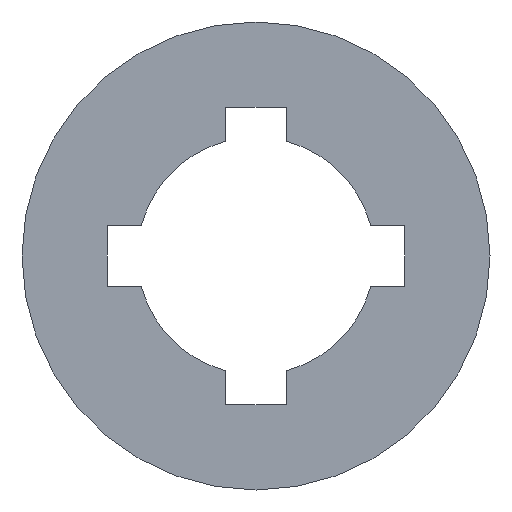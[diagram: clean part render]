
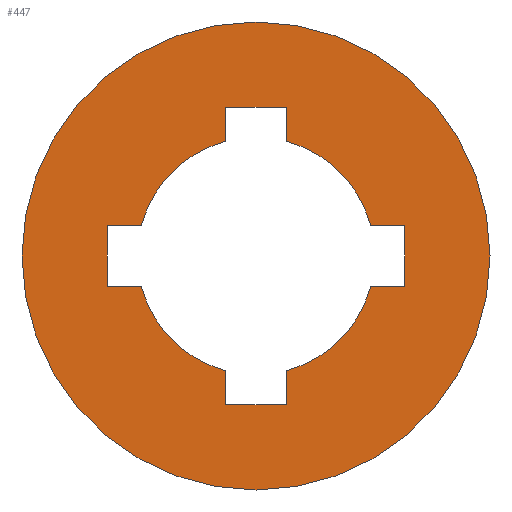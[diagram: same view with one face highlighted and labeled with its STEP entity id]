
A CAD part, front view. The second image highlights one B-rep face of the part: STEP entity #447.
In plain terms, the highlighted planar face has unit normal (0, -1, 0).
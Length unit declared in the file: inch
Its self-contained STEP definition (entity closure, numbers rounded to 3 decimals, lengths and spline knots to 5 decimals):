
#6 = AXIS2_PLACEMENT_3D ( 'NONE', #351, #129, #463 ) ;
#11 = CARTESIAN_POINT ( 'NONE',  ( 0., -0.0625, -0.3125 ) ) ;
#14 = CARTESIAN_POINT ( 'NONE',  ( 0., -0.0625, 0.19882 ) ) ;
#15 = VECTOR ( 'NONE', #558, 39.37008 ) ;
#28 = CIRCLE ( 'NONE', #673, 0.3125 ) ;
#31 = EDGE_CURVE ( 'NONE', #677, #84, #393, .T. ) ;
#33 = VERTEX_POINT ( 'NONE', #583 ) ;
#34 = VERTEX_POINT ( 'NONE', #219 ) ;
#36 = ORIENTED_EDGE ( 'NONE', *, *, #281, .T. ) ;
#43 = VERTEX_POINT ( 'NONE', #586 ) ;
#54 = DIRECTION ( 'NONE',  ( 0., 1., 0. ) ) ;
#55 = CARTESIAN_POINT ( 'NONE',  ( 0., -0.0625, -0.19882 ) ) ;
#57 = LINE ( 'NONE', #55, #243 ) ;
#60 = CARTESIAN_POINT ( 'NONE',  ( -0.04035, -0.0625, 0.19882 ) ) ;
#61 = VECTOR ( 'NONE', #523, 39.37008 ) ;
#65 = DIRECTION ( 'NONE',  ( 0., 0., 1. ) ) ;
#66 = EDGE_CURVE ( 'NONE', #570, #672, #260, .T. ) ;
#67 = LINE ( 'NONE', #285, #464 ) ;
#72 = CARTESIAN_POINT ( 'NONE',  ( -0.04035, -0.0625, 0. ) ) ;
#76 = DIRECTION ( 'NONE',  ( 1., 0., 0. ) ) ;
#81 = VECTOR ( 'NONE', #547, 39.37008 ) ;
#84 = VERTEX_POINT ( 'NONE', #471 ) ;
#86 = VERTEX_POINT ( 'NONE', #368 ) ;
#89 = EDGE_CURVE ( 'NONE', #130, #197, #318, .T. ) ;
#96 = EDGE_LOOP ( 'NONE', ( #402, #257 ) ) ;
#97 = ORIENTED_EDGE ( 'NONE', *, *, #350, .T. ) ;
#98 = ORIENTED_EDGE ( 'NONE', *, *, #211, .T. ) ;
#99 = ORIENTED_EDGE ( 'NONE', *, *, #66, .T. ) ;
#100 = EDGE_CURVE ( 'NONE', #86, #678, #684, .T. ) ;
#107 = CARTESIAN_POINT ( 'NONE',  ( 0., -0.0625, 0. ) ) ;
#110 = CARTESIAN_POINT ( 'NONE',  ( 0., -0.0625, 0. ) ) ;
#112 = CARTESIAN_POINT ( 'NONE',  ( 0., -0.0625, 0. ) ) ;
#113 = VECTOR ( 'NONE', #382, 39.37008 ) ;
#120 = FACE_OUTER_BOUND ( 'NONE', #96, .T. ) ;
#123 = EDGE_CURVE ( 'NONE', #465, #43, #28, .T. ) ;
#129 = DIRECTION ( 'NONE',  ( 0., 1., 0. ) ) ;
#130 = VERTEX_POINT ( 'NONE', #60 ) ;
#134 = ORIENTED_EDGE ( 'NONE', *, *, #439, .F. ) ;
#135 = CARTESIAN_POINT ( 'NONE',  ( -0.15324, -0.0625, -0.04035 ) ) ;
#137 = CARTESIAN_POINT ( 'NONE',  ( 0., -0.0625, 0.04035 ) ) ;
#142 = ORIENTED_EDGE ( 'NONE', *, *, #89, .F. ) ;
#143 = DIRECTION ( 'NONE',  ( 0., 0., 1. ) ) ;
#151 = ORIENTED_EDGE ( 'NONE', *, *, #270, .T. ) ;
#169 = EDGE_CURVE ( 'NONE', #43, #465, #277, .T. ) ;
#170 = CARTESIAN_POINT ( 'NONE',  ( 0.04035, -0.0625, 0.19882 ) ) ;
#174 = CARTESIAN_POINT ( 'NONE',  ( 0.19882, -0.0625, 0. ) ) ;
#176 = CIRCLE ( 'NONE', #6, 0.15846 ) ;
#188 = ORIENTED_EDGE ( 'NONE', *, *, #534, .F. ) ;
#197 = VERTEX_POINT ( 'NONE', #490 ) ;
#198 = CARTESIAN_POINT ( 'NONE',  ( 0.04035, -0.0625, 0. ) ) ;
#211 = EDGE_CURVE ( 'NONE', #130, #458, #228, .T. ) ;
#214 = ORIENTED_EDGE ( 'NONE', *, *, #100, .F. ) ;
#215 = DIRECTION ( 'NONE',  ( 0., 1., 0. ) ) ;
#219 = CARTESIAN_POINT ( 'NONE',  ( -0.19882, -0.0625, 0.04035 ) ) ;
#227 = DIRECTION ( 'NONE',  ( 0., 0., -1. ) ) ;
#228 = LINE ( 'NONE', #14, #502 ) ;
#232 = CARTESIAN_POINT ( 'NONE',  ( 0.04035, -0.0625, -0.15324 ) ) ;
#240 = LINE ( 'NONE', #337, #342 ) ;
#242 = DIRECTION ( 'NONE',  ( 0., 1., 0. ) ) ;
#243 = VECTOR ( 'NONE', #595, 39.37008 ) ;
#257 = ORIENTED_EDGE ( 'NONE', *, *, #169, .F. ) ;
#260 = CIRCLE ( 'NONE', #519, 0.15846 ) ;
#263 = ORIENTED_EDGE ( 'NONE', *, *, #554, .F. ) ;
#268 = AXIS2_PLACEMENT_3D ( 'NONE', #648, #552, #65 ) ;
#269 = DIRECTION ( 'NONE',  ( 0., 1., 0. ) ) ;
#270 = EDGE_CURVE ( 'NONE', #467, #627, #240, .T. ) ;
#277 = CIRCLE ( 'NONE', #268, 0.3125 ) ;
#281 = EDGE_CURVE ( 'NONE', #404, #197, #618, .T. ) ;
#285 = CARTESIAN_POINT ( 'NONE',  ( -0.19882, -0.0625, 0. ) ) ;
#298 = VECTOR ( 'NONE', #426, 39.37008 ) ;
#305 = ORIENTED_EDGE ( 'NONE', *, *, #314, .T. ) ;
#309 = LINE ( 'NONE', #468, #15 ) ;
#314 = EDGE_CURVE ( 'NONE', #84, #33, #309, .T. ) ;
#315 = ORIENTED_EDGE ( 'NONE', *, *, #31, .T. ) ;
#318 = LINE ( 'NONE', #588, #61 ) ;
#337 = CARTESIAN_POINT ( 'NONE',  ( 0.04035, -0.0625, 0. ) ) ;
#339 = DIRECTION ( 'NONE',  ( 0., 0., -1. ) ) ;
#342 = VECTOR ( 'NONE', #548, 39.37008 ) ;
#345 = EDGE_CURVE ( 'NONE', #86, #467, #176, .T. ) ;
#350 = EDGE_CURVE ( 'NONE', #34, #404, #613, .T. ) ;
#351 = CARTESIAN_POINT ( 'NONE',  ( 0., -0.0625, 0. ) ) ;
#355 = EDGE_LOOP ( 'NONE', ( #315, #305, #525, #214, #657, #151, #134, #263, #99, #188, #367, #97, #36, #142, #98, #406 ) ) ;
#367 = ORIENTED_EDGE ( 'NONE', *, *, #522, .F. ) ;
#368 = CARTESIAN_POINT ( 'NONE',  ( 0.15324, -0.0625, -0.04035 ) ) ;
#376 = DIRECTION ( 'NONE',  ( 0., 0., 1. ) ) ;
#378 = CARTESIAN_POINT ( 'NONE',  ( 0., -0.0625, 0. ) ) ;
#379 = CARTESIAN_POINT ( 'NONE',  ( -0.19882, -0.0625, -0.04035 ) ) ;
#382 = DIRECTION ( 'NONE',  ( 1., 0., 0. ) ) ;
#383 = AXIS2_PLACEMENT_3D ( 'NONE', #110, #242, #143 ) ;
#385 = DIRECTION ( 'NONE',  ( 0., 1., 0. ) ) ;
#393 = CIRCLE ( 'NONE', #484, 0.15846 ) ;
#402 = ORIENTED_EDGE ( 'NONE', *, *, #123, .F. ) ;
#404 = VERTEX_POINT ( 'NONE', #477 ) ;
#406 = ORIENTED_EDGE ( 'NONE', *, *, #680, .T. ) ;
#413 = VERTEX_POINT ( 'NONE', #379 ) ;
#426 = DIRECTION ( 'NONE',  ( 1., 0., 0. ) ) ;
#429 = AXIS2_PLACEMENT_3D ( 'NONE', #112, #385, #541 ) ;
#433 = CARTESIAN_POINT ( 'NONE',  ( 0., -0.0625, -0.04035 ) ) ;
#435 = LINE ( 'NONE', #174, #81 ) ;
#439 = EDGE_CURVE ( 'NONE', #460, #627, #57, .T. ) ;
#443 = LINE ( 'NONE', #72, #582 ) ;
#447 = ADVANCED_FACE ( 'NONE', ( #598, #120 ), #589, .F. ) ;
#458 = VERTEX_POINT ( 'NONE', #170 ) ;
#460 = VERTEX_POINT ( 'NONE', #587 ) ;
#461 = CARTESIAN_POINT ( 'NONE',  ( 0.04035, -0.0625, 0.15324 ) ) ;
#463 = DIRECTION ( 'NONE',  ( 0., 0., 1. ) ) ;
#464 = VECTOR ( 'NONE', #227, 39.37008 ) ;
#465 = VERTEX_POINT ( 'NONE', #11 ) ;
#467 = VERTEX_POINT ( 'NONE', #232 ) ;
#468 = CARTESIAN_POINT ( 'NONE',  ( 0., -0.0625, 0.04035 ) ) ;
#471 = CARTESIAN_POINT ( 'NONE',  ( 0.15324, -0.0625, 0.04035 ) ) ;
#473 = VECTOR ( 'NONE', #76, 39.37008 ) ;
#477 = CARTESIAN_POINT ( 'NONE',  ( -0.15324, -0.0625, 0.04035 ) ) ;
#478 = DIRECTION ( 'NONE',  ( 0., 0., 1. ) ) ;
#484 = AXIS2_PLACEMENT_3D ( 'NONE', #107, #215, #376 ) ;
#490 = CARTESIAN_POINT ( 'NONE',  ( -0.04035, -0.0625, 0.15324 ) ) ;
#496 = DIRECTION ( 'NONE',  ( 1., 0., 0. ) ) ;
#502 = VECTOR ( 'NONE', #496, 39.37008 ) ;
#505 = LINE ( 'NONE', #198, #649 ) ;
#509 = EDGE_CURVE ( 'NONE', #33, #678, #435, .T. ) ;
#510 = CARTESIAN_POINT ( 'NONE',  ( 0.04035, -0.0625, -0.19882 ) ) ;
#519 = AXIS2_PLACEMENT_3D ( 'NONE', #378, #269, #536 ) ;
#522 = EDGE_CURVE ( 'NONE', #34, #413, #67, .T. ) ;
#523 = DIRECTION ( 'NONE',  ( 0., 0., -1. ) ) ;
#525 = ORIENTED_EDGE ( 'NONE', *, *, #509, .T. ) ;
#533 = CARTESIAN_POINT ( 'NONE',  ( 0., -0.0625, 0. ) ) ;
#534 = EDGE_CURVE ( 'NONE', #413, #672, #538, .T. ) ;
#536 = DIRECTION ( 'NONE',  ( 0., 0., 1. ) ) ;
#538 = LINE ( 'NONE', #433, #113 ) ;
#541 = DIRECTION ( 'NONE',  ( 0., 0., 1. ) ) ;
#547 = DIRECTION ( 'NONE',  ( 0., 0., -1. ) ) ;
#548 = DIRECTION ( 'NONE',  ( 0., 0., -1. ) ) ;
#552 = DIRECTION ( 'NONE',  ( 0., 1., 0. ) ) ;
#554 = EDGE_CURVE ( 'NONE', #570, #460, #443, .T. ) ;
#558 = DIRECTION ( 'NONE',  ( 1., 0., 0. ) ) ;
#560 = CARTESIAN_POINT ( 'NONE',  ( 0.19882, -0.0625, -0.04035 ) ) ;
#570 = VERTEX_POINT ( 'NONE', #666 ) ;
#578 = CARTESIAN_POINT ( 'NONE',  ( 0., -0.0625, -0.04035 ) ) ;
#582 = VECTOR ( 'NONE', #339, 39.37008 ) ;
#583 = CARTESIAN_POINT ( 'NONE',  ( 0.19882, -0.0625, 0.04035 ) ) ;
#586 = CARTESIAN_POINT ( 'NONE',  ( 0., -0.0625, 0.3125 ) ) ;
#587 = CARTESIAN_POINT ( 'NONE',  ( -0.04035, -0.0625, -0.19882 ) ) ;
#588 = CARTESIAN_POINT ( 'NONE',  ( -0.04035, -0.0625, 0. ) ) ;
#589 = PLANE ( 'NONE',  #429 ) ;
#595 = DIRECTION ( 'NONE',  ( 1., 0., 0. ) ) ;
#598 = FACE_BOUND ( 'NONE', #355, .T. ) ;
#613 = LINE ( 'NONE', #137, #473 ) ;
#615 = DIRECTION ( 'NONE',  ( 0., 0., -1. ) ) ;
#618 = CIRCLE ( 'NONE', #383, 0.15846 ) ;
#627 = VERTEX_POINT ( 'NONE', #510 ) ;
#648 = CARTESIAN_POINT ( 'NONE',  ( 0., -0.0625, 0. ) ) ;
#649 = VECTOR ( 'NONE', #615, 39.37008 ) ;
#657 = ORIENTED_EDGE ( 'NONE', *, *, #345, .T. ) ;
#666 = CARTESIAN_POINT ( 'NONE',  ( -0.04035, -0.0625, -0.15324 ) ) ;
#672 = VERTEX_POINT ( 'NONE', #135 ) ;
#673 = AXIS2_PLACEMENT_3D ( 'NONE', #533, #54, #478 ) ;
#677 = VERTEX_POINT ( 'NONE', #461 ) ;
#678 = VERTEX_POINT ( 'NONE', #560 ) ;
#680 = EDGE_CURVE ( 'NONE', #458, #677, #505, .T. ) ;
#684 = LINE ( 'NONE', #578, #298 ) ;
